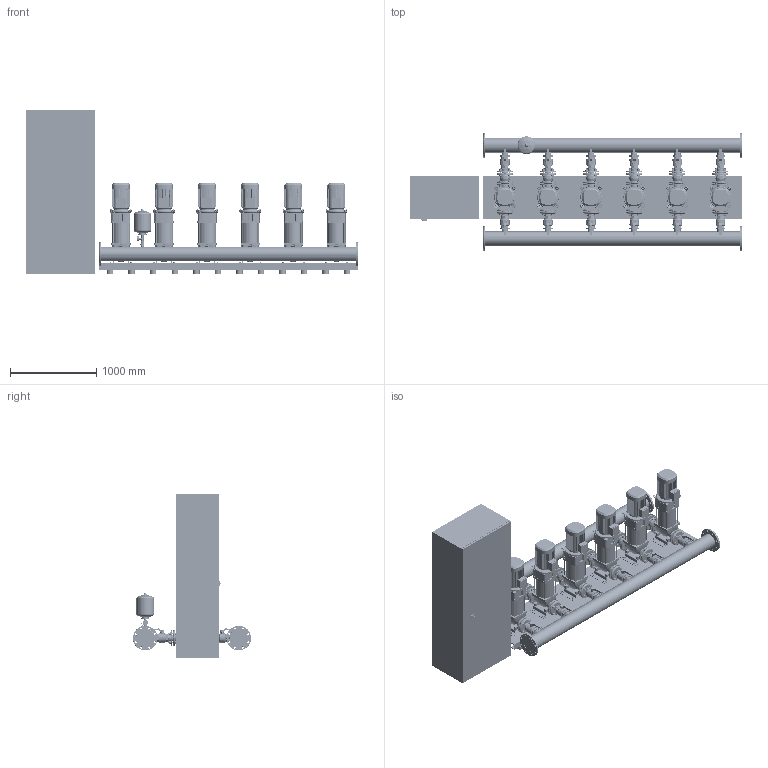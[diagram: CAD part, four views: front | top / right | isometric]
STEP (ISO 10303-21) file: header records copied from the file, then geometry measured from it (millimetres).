
FILE_DESCRIPTION((''),'2;1');
FILE_NAME('3d_CO-6HELIXV3602_K_CC-01-2530616.stp','2016-01-25T08:02:43',(''),(''),'Mechanical Desktop 2009','Mechanical Desktop 2009',', , ');
FILE_SCHEMA(('CONFIG_CONTROL_DESIGN'));
Length unit declared in the file: millimetre
Products named in the file (1): Product
Bounding box: 3850 x 1369 x 1900 mm (x, y, z)
Volume: 1166645540.9 mm3; surface area: 31189444.7 mm2
Topology: 346 solids, 346 shells, 10770 faces, 27509 edges, 17838 vertices
Faces by surface type: bspline 4060, plane 3814, cylinder 2170, cone 400, torus 324, sphere 2
Entity records: 379033 total; most frequent: CARTESIAN_POINT 123668, ORIENTED_EDGE 54898, DIRECTION 49255, EDGE_CURVE 27449, VERTEX_POINT 17818, AXIS2_PLACEMENT_3D 16465, VECTOR 16325, LINE 16325
